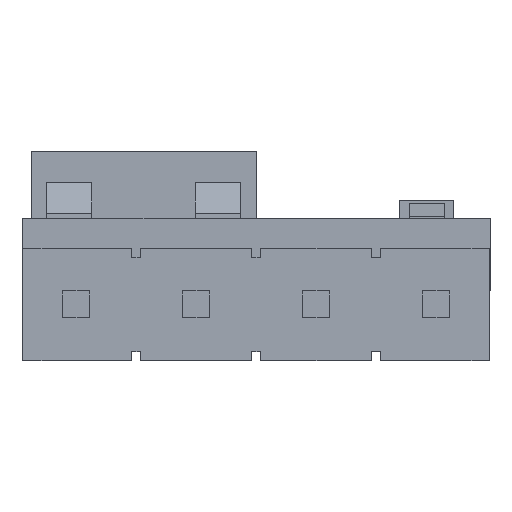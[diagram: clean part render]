
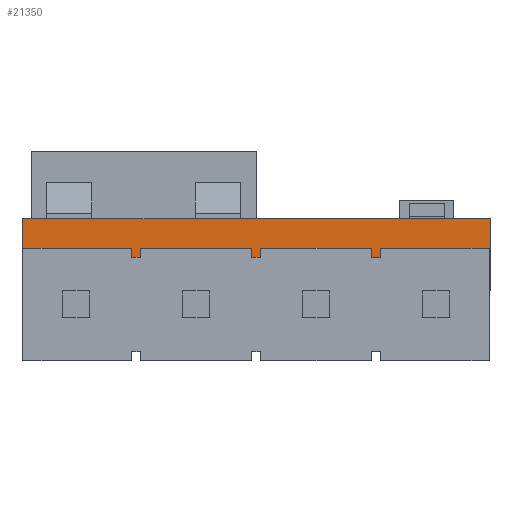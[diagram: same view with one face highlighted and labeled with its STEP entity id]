
A CAD part, left-side view. The second image highlights one B-rep face of the part: STEP entity #21350.
In plain terms, the highlighted planar face has unit normal (-1, 0, 0).
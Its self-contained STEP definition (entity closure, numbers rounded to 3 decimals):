
#2738=FACE_OUTER_BOUND('',#3909,.T.);
#3909=EDGE_LOOP('',(#18994,#18995,#18996,#18997,#18998,#18999,#19000,#19001,
#19002,#19003,#19004,#19005,#19006,#19007,#19008,#19009,#19010,#19011,#19012,
#19013));
#4181=LINE('',#25987,#6372);
#4980=LINE('',#27939,#7171);
#4984=LINE('',#27947,#7175);
#6027=LINE('',#38641,#8218);
#6028=LINE('',#38644,#8219);
#6030=LINE('',#38648,#8221);
#6032=LINE('',#38652,#8223);
#6034=LINE('',#38656,#8225);
#6036=LINE('',#38660,#8227);
#6038=LINE('',#38664,#8229);
#6040=LINE('',#38668,#8231);
#6042=LINE('',#38672,#8233);
#6044=LINE('',#38676,#8235);
#6046=LINE('',#38680,#8237);
#6048=LINE('',#38684,#8239);
#6050=LINE('',#38688,#8241);
#6052=LINE('',#38692,#8243);
#6054=LINE('',#38695,#8245);
#6067=LINE('',#38721,#8258);
#6068=LINE('',#38722,#8259);
#6372=VECTOR('',#22368,10.);
#7171=VECTOR('',#23597,10.);
#7175=VECTOR('',#23601,10.);
#8218=VECTOR('',#25084,10.);
#8219=VECTOR('',#25087,10.);
#8221=VECTOR('',#25091,10.);
#8223=VECTOR('',#25095,10.);
#8225=VECTOR('',#25099,10.);
#8227=VECTOR('',#25103,10.);
#8229=VECTOR('',#25107,10.);
#8231=VECTOR('',#25111,10.);
#8233=VECTOR('',#25115,10.);
#8235=VECTOR('',#25119,10.);
#8237=VECTOR('',#25123,10.);
#8239=VECTOR('',#25127,10.);
#8241=VECTOR('',#25131,10.);
#8243=VECTOR('',#25135,10.);
#8245=VECTOR('',#25139,10.);
#8258=VECTOR('',#25178,10.);
#8259=VECTOR('',#25179,10.);
#8541=VERTEX_POINT('',#25980);
#8544=VERTEX_POINT('',#25985);
#9161=VERTEX_POINT('',#27936);
#9162=VERTEX_POINT('',#27938);
#9165=VERTEX_POINT('',#27944);
#9166=VERTEX_POINT('',#27946);
#10437=VERTEX_POINT('',#38639);
#10438=VERTEX_POINT('',#38643);
#10439=VERTEX_POINT('',#38647);
#10440=VERTEX_POINT('',#38651);
#10441=VERTEX_POINT('',#38655);
#10442=VERTEX_POINT('',#38659);
#10443=VERTEX_POINT('',#38663);
#10444=VERTEX_POINT('',#38667);
#10445=VERTEX_POINT('',#38671);
#10446=VERTEX_POINT('',#38675);
#10447=VERTEX_POINT('',#38679);
#10448=VERTEX_POINT('',#38683);
#10449=VERTEX_POINT('',#38687);
#10450=VERTEX_POINT('',#38691);
#10655=EDGE_CURVE('',#8544,#8541,#4181,.T.);
#11488=EDGE_CURVE('',#9161,#9162,#4980,.T.);
#11492=EDGE_CURVE('',#9165,#9166,#4984,.T.);
#13353=EDGE_CURVE('',#9161,#10437,#6027,.T.);
#13354=EDGE_CURVE('',#10437,#10438,#6028,.T.);
#13356=EDGE_CURVE('',#10438,#10439,#6030,.T.);
#13358=EDGE_CURVE('',#10439,#10440,#6032,.T.);
#13360=EDGE_CURVE('',#10440,#10441,#6034,.T.);
#13362=EDGE_CURVE('',#10441,#10442,#6036,.T.);
#13364=EDGE_CURVE('',#10442,#10443,#6038,.T.);
#13366=EDGE_CURVE('',#10443,#10444,#6040,.T.);
#13368=EDGE_CURVE('',#10444,#10445,#6042,.T.);
#13370=EDGE_CURVE('',#10445,#10446,#6044,.T.);
#13372=EDGE_CURVE('',#10446,#10447,#6046,.T.);
#13374=EDGE_CURVE('',#10447,#10448,#6048,.T.);
#13376=EDGE_CURVE('',#10448,#10449,#6050,.T.);
#13378=EDGE_CURVE('',#10449,#10450,#6052,.T.);
#13380=EDGE_CURVE('',#10450,#9166,#6054,.T.);
#13393=EDGE_CURVE('',#9165,#8541,#6067,.T.);
#13394=EDGE_CURVE('',#9162,#8544,#6068,.T.);
#18994=ORIENTED_EDGE('',*,*,#13353,.T.);
#18995=ORIENTED_EDGE('',*,*,#13354,.T.);
#18996=ORIENTED_EDGE('',*,*,#13356,.T.);
#18997=ORIENTED_EDGE('',*,*,#13358,.T.);
#18998=ORIENTED_EDGE('',*,*,#13360,.T.);
#18999=ORIENTED_EDGE('',*,*,#13362,.T.);
#19000=ORIENTED_EDGE('',*,*,#13364,.T.);
#19001=ORIENTED_EDGE('',*,*,#13366,.T.);
#19002=ORIENTED_EDGE('',*,*,#13368,.T.);
#19003=ORIENTED_EDGE('',*,*,#13370,.T.);
#19004=ORIENTED_EDGE('',*,*,#13372,.T.);
#19005=ORIENTED_EDGE('',*,*,#13374,.T.);
#19006=ORIENTED_EDGE('',*,*,#13376,.T.);
#19007=ORIENTED_EDGE('',*,*,#13378,.T.);
#19008=ORIENTED_EDGE('',*,*,#13380,.T.);
#19009=ORIENTED_EDGE('',*,*,#11492,.F.);
#19010=ORIENTED_EDGE('',*,*,#13393,.T.);
#19011=ORIENTED_EDGE('',*,*,#10655,.F.);
#19012=ORIENTED_EDGE('',*,*,#13394,.F.);
#19013=ORIENTED_EDGE('',*,*,#11488,.F.);
#20284=PLANE('',#22028);
#21350=ADVANCED_FACE('',(#2738),#20284,.T.);
#22028=AXIS2_PLACEMENT_3D('',#38720,#25176,#25177);
#22368=DIRECTION('',(0.,-1.,0.));
#23597=DIRECTION('',(0.,1.,0.));
#23601=DIRECTION('',(0.,1.,0.));
#25084=DIRECTION('',(0.,0.,1.));
#25087=DIRECTION('',(0.,-1.,0.));
#25091=DIRECTION('',(0.,0.,-1.));
#25095=DIRECTION('',(0.,-1.,0.));
#25099=DIRECTION('',(0.,0.,1.));
#25103=DIRECTION('',(0.,-1.,0.));
#25107=DIRECTION('',(0.,0.,-1.));
#25111=DIRECTION('',(0.,-1.,0.));
#25115=DIRECTION('',(0.,0.,1.));
#25119=DIRECTION('',(0.,-1.,0.));
#25123=DIRECTION('',(0.,0.,-1.));
#25127=DIRECTION('',(0.,-1.,0.));
#25131=DIRECTION('',(0.,0.,1.));
#25135=DIRECTION('',(0.,-1.,0.));
#25139=DIRECTION('',(0.,0.,-1.));
#25176=DIRECTION('center_axis',(-1.,0.,0.));
#25177=DIRECTION('ref_axis',(0.,-1.,0.));
#25178=DIRECTION('',(0.,0.,1.));
#25179=DIRECTION('',(0.,0.,1.));
#25980=CARTESIAN_POINT('',(-28.55,-5.2,1.6));
#25985=CARTESIAN_POINT('',(-28.55,5.2,1.6));
#25987=CARTESIAN_POINT('',(-28.55,-5.2,1.6));
#27936=CARTESIAN_POINT('',(-28.55,5.18,0.));
#27938=CARTESIAN_POINT('',(-28.55,5.2,0.));
#27939=CARTESIAN_POINT('',(-28.55,-5.2,0.));
#27944=CARTESIAN_POINT('',(-28.55,-5.2,0.));
#27946=CARTESIAN_POINT('',(-28.55,-5.18,0.));
#27947=CARTESIAN_POINT('',(-28.55,-5.2,0.));
#38639=CARTESIAN_POINT('',(-28.55,5.18,0.95));
#38641=CARTESIAN_POINT('',(-28.55,5.18,0.475));
#38643=CARTESIAN_POINT('',(-28.55,2.767,0.95));
#38644=CARTESIAN_POINT('',(-28.55,3.983,0.95));
#38647=CARTESIAN_POINT('',(-28.55,2.767,0.75));
#38648=CARTESIAN_POINT('',(-28.55,2.767,0.375));
#38651=CARTESIAN_POINT('',(-28.55,2.567,0.75));
#38652=CARTESIAN_POINT('',(-28.55,3.883,0.75));
#38655=CARTESIAN_POINT('',(-28.55,2.567,0.95));
#38656=CARTESIAN_POINT('',(-28.55,2.567,0.475));
#38659=CARTESIAN_POINT('',(-28.55,0.1,0.95));
#38660=CARTESIAN_POINT('',(-28.55,2.65,0.95));
#38663=CARTESIAN_POINT('',(-28.55,0.1,0.75));
#38664=CARTESIAN_POINT('',(-28.55,0.1,0.375));
#38667=CARTESIAN_POINT('',(-28.55,-0.1,0.75));
#38668=CARTESIAN_POINT('',(-28.55,2.55,0.75));
#38671=CARTESIAN_POINT('',(-28.55,-0.1,0.95));
#38672=CARTESIAN_POINT('',(-28.55,-0.1,0.475));
#38675=CARTESIAN_POINT('',(-28.55,-2.567,0.95));
#38676=CARTESIAN_POINT('',(-28.55,1.317,0.95));
#38679=CARTESIAN_POINT('',(-28.55,-2.567,0.75));
#38680=CARTESIAN_POINT('',(-28.55,-2.567,0.375));
#38683=CARTESIAN_POINT('',(-28.55,-2.767,0.75));
#38684=CARTESIAN_POINT('',(-28.55,1.217,0.75));
#38687=CARTESIAN_POINT('',(-28.55,-2.767,0.95));
#38688=CARTESIAN_POINT('',(-28.55,-2.767,0.475));
#38691=CARTESIAN_POINT('',(-28.55,-5.18,0.95));
#38692=CARTESIAN_POINT('',(-28.55,0.01,0.95));
#38695=CARTESIAN_POINT('',(-28.55,-5.18,-0.775));
#38720=CARTESIAN_POINT('Origin',(-28.55,5.2,0.));
#38721=CARTESIAN_POINT('',(-28.55,-5.2,0.));
#38722=CARTESIAN_POINT('',(-28.55,5.2,0.));
